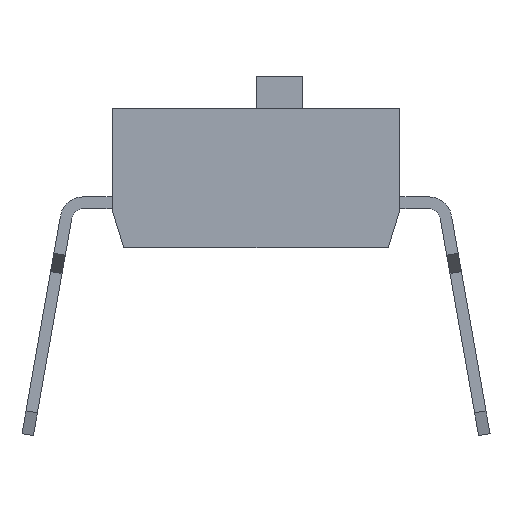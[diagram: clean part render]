
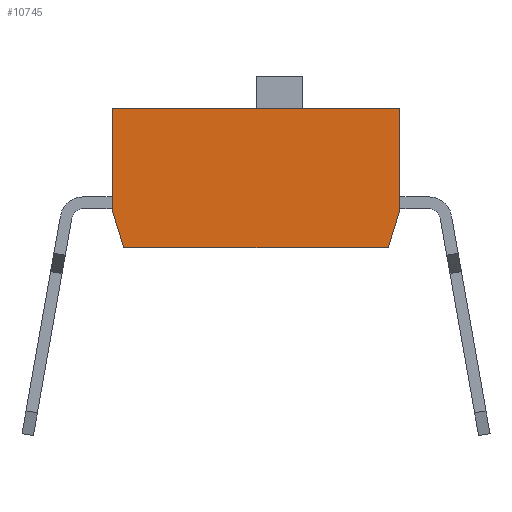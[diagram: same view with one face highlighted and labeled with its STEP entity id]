
A CAD part, left-side view. The second image highlights one B-rep face of the part: STEP entity #10745.
In plain terms, the highlighted planar face has unit normal (-1, 0, 0).
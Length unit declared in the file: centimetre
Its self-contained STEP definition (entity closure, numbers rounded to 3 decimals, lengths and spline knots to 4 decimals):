
#995=FACE_OUTER_BOUND('',#1593,.T.);
#1593=EDGE_LOOP('',(#9749,#9750,#9751,#9752,#9753,#9754));
#2703=LINE('',#17921,#3979);
#2857=LINE('',#18235,#4133);
#2861=LINE('',#18244,#4137);
#2865=LINE('',#18251,#4141);
#2868=LINE('',#18255,#4144);
#2870=LINE('',#18259,#4146);
#3979=VECTOR('',#13297,1.);
#4133=VECTOR('',#13591,1.);
#4137=VECTOR('',#13597,1.);
#4141=VECTOR('',#13603,1.);
#4144=VECTOR('',#13608,1.);
#4146=VECTOR('',#13614,1.);
#5065=VERTEX_POINT('',#17918);
#5066=VERTEX_POINT('',#17920);
#5155=VERTEX_POINT('',#18233);
#5156=VERTEX_POINT('',#18234);
#5159=VERTEX_POINT('',#18242);
#5160=VERTEX_POINT('',#18243);
#6527=EDGE_CURVE('',#5066,#5065,#2703,.T.);
#6681=EDGE_CURVE('',#5155,#5156,#2857,.T.);
#6685=EDGE_CURVE('',#5159,#5160,#2861,.T.);
#6689=EDGE_CURVE('',#5155,#5065,#2865,.T.);
#6692=EDGE_CURVE('',#5160,#5066,#2868,.T.);
#6694=EDGE_CURVE('',#5159,#5156,#2870,.T.);
#9749=ORIENTED_EDGE('',*,*,#6681,.T.);
#9750=ORIENTED_EDGE('',*,*,#6694,.F.);
#9751=ORIENTED_EDGE('',*,*,#6685,.T.);
#9752=ORIENTED_EDGE('',*,*,#6692,.T.);
#9753=ORIENTED_EDGE('',*,*,#6527,.T.);
#9754=ORIENTED_EDGE('',*,*,#6689,.F.);
#10187=PLANE('',#11285);
#10745=ADVANCED_FACE('',(#995),#10187,.T.);
#11285=AXIS2_PLACEMENT_3D('',#18258,#13612,#13613);
#13297=DIRECTION('',(0.,1.,0.));
#13591=DIRECTION('',(0.,-0.298,-0.954));
#13597=DIRECTION('',(0.,-0.298,0.954));
#13603=DIRECTION('',(0.,0.,1.));
#13608=DIRECTION('',(0.,0.,1.));
#13612=DIRECTION('center_axis',(-1.,0.,0.));
#13613=DIRECTION('ref_axis',(0.,0.,1.));
#13614=DIRECTION('',(0.,1.,0.));
#17918=CARTESIAN_POINT('',(-1.063,0.31,0.3));
#17920=CARTESIAN_POINT('',(-1.063,-0.31,0.3));
#17921=CARTESIAN_POINT('',(-1.063,-0.31,0.3));
#18233=CARTESIAN_POINT('',(-1.063,0.31,0.08));
#18234=CARTESIAN_POINT('',(-1.063,0.285,0.));
#18235=CARTESIAN_POINT('',(-1.063,0.271,-0.0447));
#18242=CARTESIAN_POINT('',(-1.063,-0.285,0.));
#18243=CARTESIAN_POINT('',(-1.063,-0.31,0.08));
#18244=CARTESIAN_POINT('',(-1.063,-0.2861,0.0036));
#18251=CARTESIAN_POINT('',(-1.063,0.31,0.));
#18255=CARTESIAN_POINT('',(-1.063,-0.31,0.));
#18258=CARTESIAN_POINT('Origin',(-1.063,-0.31,0.));
#18259=CARTESIAN_POINT('',(-1.063,-0.31,0.));
